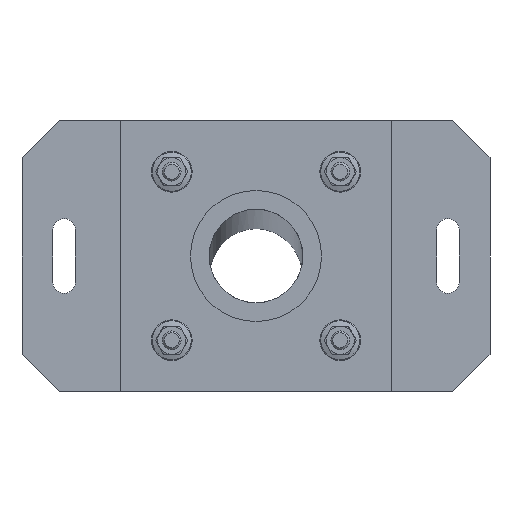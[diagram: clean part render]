
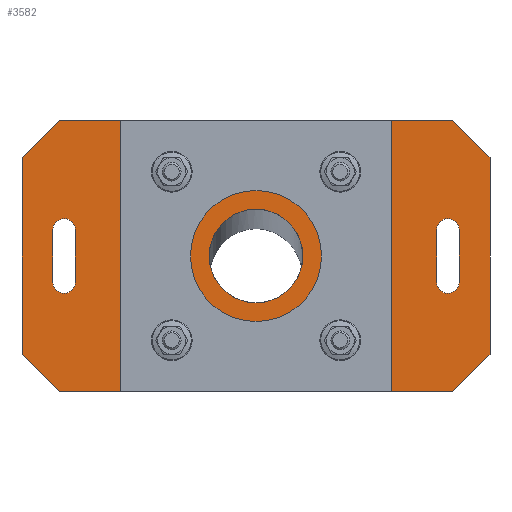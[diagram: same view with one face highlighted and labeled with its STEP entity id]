
A CAD part, front view. The second image highlights one B-rep face of the part: STEP entity #3582.
In plain terms, the highlighted planar face has unit normal (0, -1, 0).
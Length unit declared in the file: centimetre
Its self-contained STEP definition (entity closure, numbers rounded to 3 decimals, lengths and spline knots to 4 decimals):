
#308=FACE_BOUND('',#784,.T.);
#309=FACE_BOUND('',#785,.T.);
#310=FACE_BOUND('',#786,.T.);
#364=PLANE('',#3937);
#500=FACE_OUTER_BOUND('',#783,.T.);
#783=EDGE_LOOP('',(#2952,#2953,#2954,#2955,#2956,#2957,#2958,#2959));
#784=EDGE_LOOP('',(#2960));
#785=EDGE_LOOP('',(#2961,#2962,#2963,#2964));
#786=EDGE_LOOP('',(#2965,#2966,#2967,#2968));
#1017=LINE('',#6265,#1251);
#1018=LINE('',#6267,#1252);
#1019=LINE('',#6269,#1253);
#1020=LINE('',#6271,#1254);
#1021=LINE('',#6273,#1255);
#1022=LINE('',#6275,#1256);
#1023=LINE('',#6277,#1257);
#1024=LINE('',#6278,#1258);
#1025=LINE('',#6281,#1259);
#1026=LINE('',#6285,#1260);
#1027=LINE('',#6291,#1261);
#1028=LINE('',#6294,#1262);
#1251=VECTOR('',#4713,1.);
#1252=VECTOR('',#4714,1.);
#1253=VECTOR('',#4715,1.);
#1254=VECTOR('',#4716,1.);
#1255=VECTOR('',#4717,1.);
#1256=VECTOR('',#4718,1.);
#1257=VECTOR('',#4719,1.);
#1258=VECTOR('',#4720,1.);
#1259=VECTOR('',#4721,1.);
#1260=VECTOR('',#4724,1.);
#1261=VECTOR('',#4729,1.);
#1262=VECTOR('',#4732,1.);
#1474=CIRCLE('',#3936,25.);
#1475=CIRCLE('',#3938,6.);
#1476=CIRCLE('',#3939,6.);
#1477=CIRCLE('',#3940,6.);
#1478=CIRCLE('',#3941,6.);
#1766=VERTEX_POINT('',#6259);
#1767=VERTEX_POINT('',#6263);
#1768=VERTEX_POINT('',#6264);
#1769=VERTEX_POINT('',#6266);
#1770=VERTEX_POINT('',#6268);
#1771=VERTEX_POINT('',#6270);
#1772=VERTEX_POINT('',#6272);
#1773=VERTEX_POINT('',#6274);
#1774=VERTEX_POINT('',#6276);
#1775=VERTEX_POINT('',#6279);
#1776=VERTEX_POINT('',#6280);
#1777=VERTEX_POINT('',#6282);
#1778=VERTEX_POINT('',#6284);
#1779=VERTEX_POINT('',#6287);
#1780=VERTEX_POINT('',#6288);
#1781=VERTEX_POINT('',#6290);
#1782=VERTEX_POINT('',#6292);
#2168=EDGE_CURVE('',#1766,#1766,#1474,.T.);
#2169=EDGE_CURVE('',#1767,#1768,#1017,.T.);
#2170=EDGE_CURVE('',#1768,#1769,#1018,.T.);
#2171=EDGE_CURVE('',#1769,#1770,#1019,.T.);
#2172=EDGE_CURVE('',#1770,#1771,#1020,.T.);
#2173=EDGE_CURVE('',#1771,#1772,#1021,.T.);
#2174=EDGE_CURVE('',#1772,#1773,#1022,.T.);
#2175=EDGE_CURVE('',#1773,#1774,#1023,.T.);
#2176=EDGE_CURVE('',#1774,#1767,#1024,.T.);
#2177=EDGE_CURVE('',#1775,#1776,#1025,.T.);
#2178=EDGE_CURVE('',#1776,#1777,#1475,.T.);
#2179=EDGE_CURVE('',#1777,#1778,#1026,.T.);
#2180=EDGE_CURVE('',#1778,#1775,#1476,.T.);
#2181=EDGE_CURVE('',#1779,#1780,#1477,.T.);
#2182=EDGE_CURVE('',#1780,#1781,#1027,.T.);
#2183=EDGE_CURVE('',#1781,#1782,#1478,.T.);
#2184=EDGE_CURVE('',#1782,#1779,#1028,.T.);
#2952=ORIENTED_EDGE('',*,*,#2169,.T.);
#2953=ORIENTED_EDGE('',*,*,#2170,.T.);
#2954=ORIENTED_EDGE('',*,*,#2171,.T.);
#2955=ORIENTED_EDGE('',*,*,#2172,.T.);
#2956=ORIENTED_EDGE('',*,*,#2173,.T.);
#2957=ORIENTED_EDGE('',*,*,#2174,.T.);
#2958=ORIENTED_EDGE('',*,*,#2175,.T.);
#2959=ORIENTED_EDGE('',*,*,#2176,.T.);
#2960=ORIENTED_EDGE('',*,*,#2168,.T.);
#2961=ORIENTED_EDGE('',*,*,#2177,.T.);
#2962=ORIENTED_EDGE('',*,*,#2178,.T.);
#2963=ORIENTED_EDGE('',*,*,#2179,.T.);
#2964=ORIENTED_EDGE('',*,*,#2180,.T.);
#2965=ORIENTED_EDGE('',*,*,#2181,.T.);
#2966=ORIENTED_EDGE('',*,*,#2182,.T.);
#2967=ORIENTED_EDGE('',*,*,#2183,.T.);
#2968=ORIENTED_EDGE('',*,*,#2184,.T.);
#3582=ADVANCED_FACE('',(#500,#308,#309,#310),#364,.T.);
#3936=AXIS2_PLACEMENT_3D('',#6261,#4709,#4710);
#3937=AXIS2_PLACEMENT_3D('',#6262,#4711,#4712);
#3938=AXIS2_PLACEMENT_3D('',#6283,#4722,#4723);
#3939=AXIS2_PLACEMENT_3D('',#6286,#4725,#4726);
#3940=AXIS2_PLACEMENT_3D('',#6289,#4727,#4728);
#3941=AXIS2_PLACEMENT_3D('',#6293,#4730,#4731);
#4709=DIRECTION('center_axis',(0.,1.,0.));
#4710=DIRECTION('ref_axis',(1.,0.,0.));
#4711=DIRECTION('center_axis',(0.,-1.,0.));
#4712=DIRECTION('ref_axis',(1.,0.,0.));
#4713=DIRECTION('',(-0.707,0.,-0.707));
#4714=DIRECTION('',(0.,0.,-1.));
#4715=DIRECTION('',(0.707,0.,-0.707));
#4716=DIRECTION('',(1.,0.,0.));
#4717=DIRECTION('',(0.707,0.,0.707));
#4718=DIRECTION('',(0.,0.,1.));
#4719=DIRECTION('',(-0.707,0.,0.707));
#4720=DIRECTION('',(-1.,0.,0.));
#4721=DIRECTION('',(0.,0.,-1.));
#4722=DIRECTION('center_axis',(0.,1.,0.));
#4723=DIRECTION('ref_axis',(1.,0.,0.));
#4724=DIRECTION('',(0.,0.,1.));
#4725=DIRECTION('center_axis',(0.,1.,0.));
#4726=DIRECTION('ref_axis',(-1.,0.,0.));
#4727=DIRECTION('center_axis',(0.,1.,0.));
#4728=DIRECTION('ref_axis',(-1.,0.,0.));
#4729=DIRECTION('',(0.,0.,-1.));
#4730=DIRECTION('center_axis',(0.,1.,0.));
#4731=DIRECTION('ref_axis',(1.,0.,0.));
#4732=DIRECTION('',(0.,0.,1.));
#6259=CARTESIAN_POINT('',(-25.,8.,72.5));
#6261=CARTESIAN_POINT('Origin',(0.,8.,72.5));
#6262=CARTESIAN_POINT('Origin',(0.,8.,72.5));
#6263=CARTESIAN_POINT('',(-105.,8.,145.));
#6264=CARTESIAN_POINT('',(-125.,8.,125.));
#6265=CARTESIAN_POINT('',(-105.,8.,145.));
#6266=CARTESIAN_POINT('',(-125.,8.,20.));
#6267=CARTESIAN_POINT('',(-125.,8.,125.));
#6268=CARTESIAN_POINT('',(-105.,8.,0.));
#6269=CARTESIAN_POINT('',(-125.,8.,20.));
#6270=CARTESIAN_POINT('',(105.,8.,0.));
#6271=CARTESIAN_POINT('',(-105.,8.,0.));
#6272=CARTESIAN_POINT('',(125.,8.,20.));
#6273=CARTESIAN_POINT('',(105.,8.,0.));
#6274=CARTESIAN_POINT('',(125.,8.,125.));
#6275=CARTESIAN_POINT('',(125.,8.,20.));
#6276=CARTESIAN_POINT('',(105.,8.,145.));
#6277=CARTESIAN_POINT('',(125.,8.,125.));
#6278=CARTESIAN_POINT('',(105.,8.,145.));
#6279=CARTESIAN_POINT('',(108.5,8.,86.5));
#6280=CARTESIAN_POINT('',(108.5,8.,58.5));
#6281=CARTESIAN_POINT('',(108.5,8.,86.5));
#6282=CARTESIAN_POINT('',(96.5,8.,58.5));
#6283=CARTESIAN_POINT('Origin',(102.5,8.,58.5));
#6284=CARTESIAN_POINT('',(96.5,8.,86.5));
#6285=CARTESIAN_POINT('',(96.5,8.,58.5));
#6286=CARTESIAN_POINT('Origin',(102.5,8.,86.5));
#6287=CARTESIAN_POINT('',(-108.5,8.,86.5));
#6288=CARTESIAN_POINT('',(-96.5,8.,86.5));
#6289=CARTESIAN_POINT('Origin',(-102.5,8.,86.5));
#6290=CARTESIAN_POINT('',(-96.5,8.,58.5));
#6291=CARTESIAN_POINT('',(-96.5,8.,86.5));
#6292=CARTESIAN_POINT('',(-108.5,8.,58.5));
#6293=CARTESIAN_POINT('Origin',(-102.5,8.,58.5));
#6294=CARTESIAN_POINT('',(-108.5,8.,58.5));
